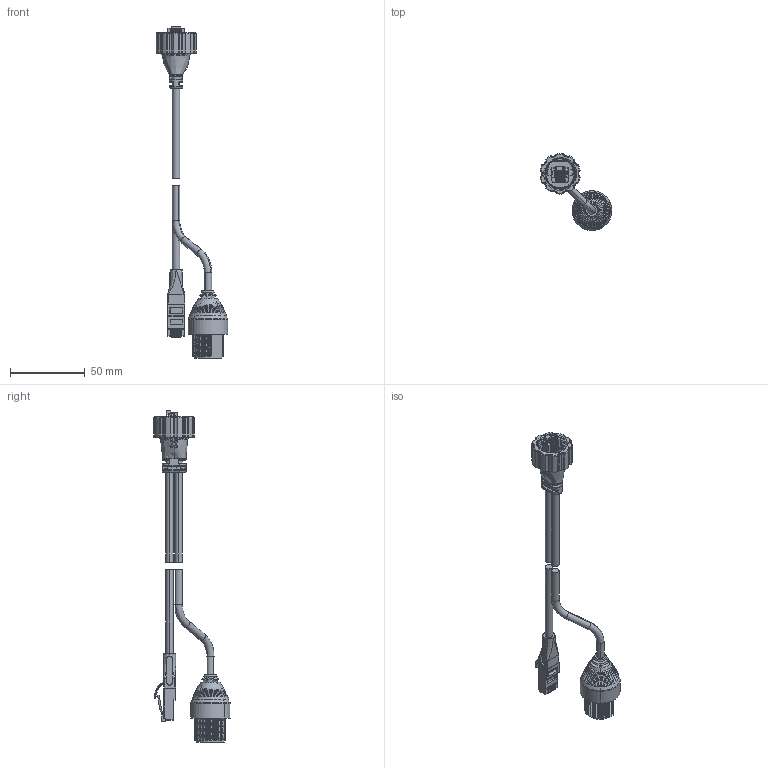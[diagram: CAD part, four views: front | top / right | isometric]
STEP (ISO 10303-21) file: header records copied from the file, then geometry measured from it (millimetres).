
FILE_DESCRIPTION (( 'STEP AP214' ), '1' );
FILE_NAME ('+JSCAU003 R02.STEP', '2019-09-26T08:22:32', ( '' ), ( '' ), 'SwSTEP 2.0', 'SolidWorks 2018', '' );
FILE_SCHEMA (( 'AUTOMOTIVE_DESIGN' ));
Length unit declared in the file: millimetre
Products named in the file (1): +JSCAU003 R02
Bounding box: 47.78 x 51 x 221.45 mm (x, y, z)
Volume: 31816.7 mm3; surface area: 20078.5 mm2
Topology: 3 solids, 3 shells, 3767 faces, 10992 edges, 7105 vertices
Faces by surface type: plane 2760, cylinder 556, bspline 201, cone 176, torus 66, sphere 8
Entity records: 207194 total; most frequent: CARTESIAN_POINT 71458, ORIENTED_EDGE 21862, DIRECTION 16665, EDGE_CURVE 10931, VERTEX_POINT 7105, LINE 6977, VECTOR 6977, AXIS2_PLACEMENT_3D 4844
